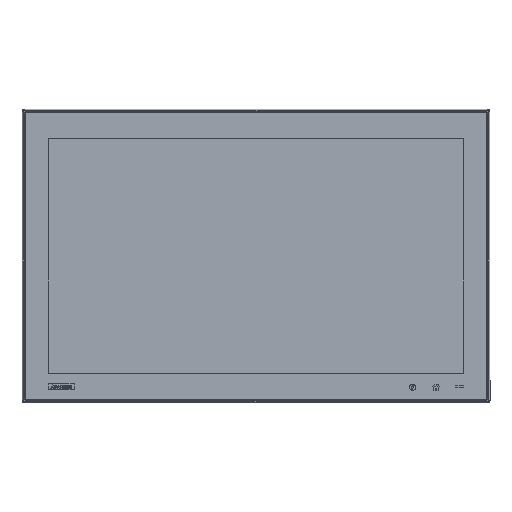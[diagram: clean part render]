
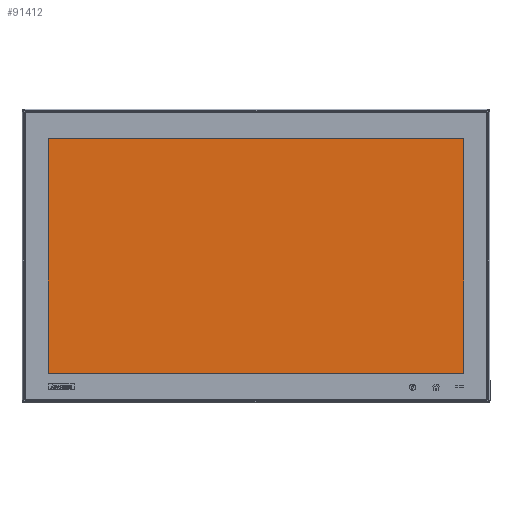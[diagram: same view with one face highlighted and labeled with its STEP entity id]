
A CAD part, top view. The second image highlights one B-rep face of the part: STEP entity #91412.
In plain terms, the highlighted planar face has unit normal (0, 0, 1).
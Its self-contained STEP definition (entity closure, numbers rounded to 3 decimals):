
#444 = CARTESIAN_POINT ( 'NONE',  ( 8.725, -4.981, 22.452 ) ) ;
#1725 = AXIS2_PLACEMENT_3D ( 'NONE', #83203, #42925, #91059 ) ;
#2119 = VERTEX_POINT ( 'NONE', #16133 ) ;
#8814 = VECTOR ( 'NONE', #83370, 39.37 ) ;
#10696 = DIRECTION ( 'NONE',  ( -1., 0., 0. ) ) ;
#12180 = CARTESIAN_POINT ( 'NONE',  ( -12.087, -4.981, 22.452 ) ) ;
#12459 = EDGE_CURVE ( 'NONE', #27799, #2119, #24470, .T. ) ;
#16133 = CARTESIAN_POINT ( 'NONE',  ( -12.087, -4.981, 22.452 ) ) ;
#18585 = VERTEX_POINT ( 'NONE', #444 ) ;
#20139 = CARTESIAN_POINT ( 'NONE',  ( -12.087, 6.754, 22.452 ) ) ;
#20187 = ORIENTED_EDGE ( 'NONE', *, *, #12459, .T. ) ;
#21002 = ORIENTED_EDGE ( 'NONE', *, *, #68366, .T. ) ;
#24470 = LINE ( 'NONE', #20139, #49343 ) ;
#27146 = DIRECTION ( 'NONE',  ( 0., 1., 0. ) ) ;
#27799 = VERTEX_POINT ( 'NONE', #100174 ) ;
#33074 = LINE ( 'NONE', #50742, #77848 ) ;
#34753 = FACE_OUTER_BOUND ( 'NONE', #63154, .T. ) ;
#42925 = DIRECTION ( 'NONE',  ( 0., 0., 1. ) ) ;
#49343 = VECTOR ( 'NONE', #68363, 39.37 ) ;
#49948 = CARTESIAN_POINT ( 'NONE',  ( 8.725, 6.754, 22.452 ) ) ;
#50742 = CARTESIAN_POINT ( 'NONE',  ( 8.725, -4.981, 22.452 ) ) ;
#57928 = LINE ( 'NONE', #49948, #85165 ) ;
#63154 = EDGE_LOOP ( 'NONE', ( #20187, #21002, #82635, #74552 ) ) ;
#65547 = CARTESIAN_POINT ( 'NONE',  ( 8.725, 6.754, 22.452 ) ) ;
#68363 = DIRECTION ( 'NONE',  ( 0., -1., 0. ) ) ;
#68366 = EDGE_CURVE ( 'NONE', #2119, #18585, #79704, .T. ) ;
#72568 = EDGE_CURVE ( 'NONE', #18585, #91261, #33074, .T. ) ;
#72872 = EDGE_CURVE ( 'NONE', #91261, #27799, #57928, .T. ) ;
#74552 = ORIENTED_EDGE ( 'NONE', *, *, #72872, .T. ) ;
#75577 = PLANE ( 'NONE',  #1725 ) ;
#77848 = VECTOR ( 'NONE', #27146, 39.37 ) ;
#79704 = LINE ( 'NONE', #12180, #8814 ) ;
#82635 = ORIENTED_EDGE ( 'NONE', *, *, #72568, .T. ) ;
#83203 = CARTESIAN_POINT ( 'NONE',  ( -12.659, -6.257, 22.452 ) ) ;
#83370 = DIRECTION ( 'NONE',  ( 1., 0., 0. ) ) ;
#85165 = VECTOR ( 'NONE', #10696, 39.37 ) ;
#91059 = DIRECTION ( 'NONE',  ( 1., 0., 0. ) ) ;
#91261 = VERTEX_POINT ( 'NONE', #65547 ) ;
#91412 = ADVANCED_FACE ( 'NONE', ( #34753 ), #75577, .T. ) ;
#100174 = CARTESIAN_POINT ( 'NONE',  ( -12.087, 6.754, 22.452 ) ) ;
